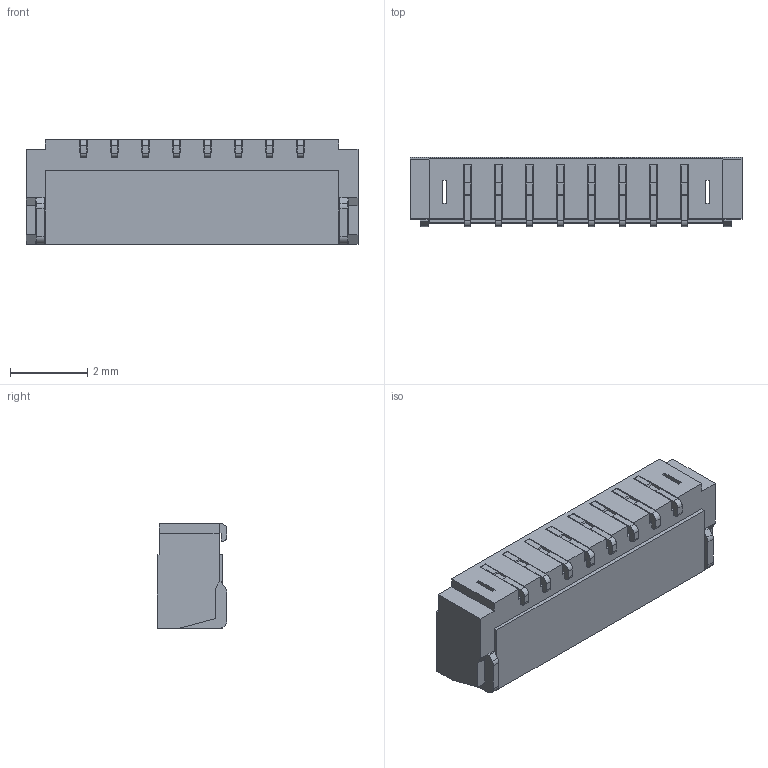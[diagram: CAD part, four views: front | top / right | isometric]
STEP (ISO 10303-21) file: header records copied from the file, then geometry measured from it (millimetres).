
FILE_DESCRIPTION (( 'STEP AP214' ), '1' );
FILE_NAME ('FWF08002-S08B13W5M-REF .STEP', '2025-10-11T05:37:09', ( '' ), ( '' ), 'SwSTEP 2.0', 'SolidWorks 2021', '' );
FILE_SCHEMA (( 'AUTOMOTIVE_DESIGN' ));
Length unit declared in the file: millimetre
Products named in the file (1): FWF08002-S08B13W5M-REF 
Bounding box: 8.58 x 1.8 x 2.7 mm (x, y, z)
Volume: 23.3 mm3; surface area: 166.1 mm2
Topology: 1 solids, 1 shells, 325 faces, 1098 edges, 718 vertices
Faces by surface type: plane 273, cylinder 52
Entity records: 11890 total; most frequent: ORIENTED_EDGE 2196, CARTESIAN_POINT 2142, DIRECTION 1854, EDGE_CURVE 1098, LINE 994, VECTOR 994, VERTEX_POINT 718, AXIS2_PLACEMENT_3D 430
